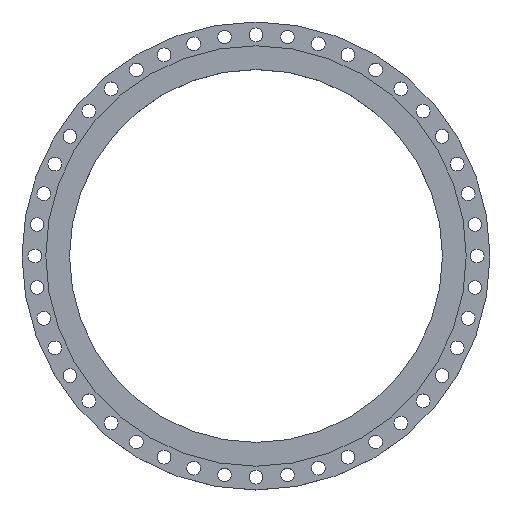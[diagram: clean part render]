
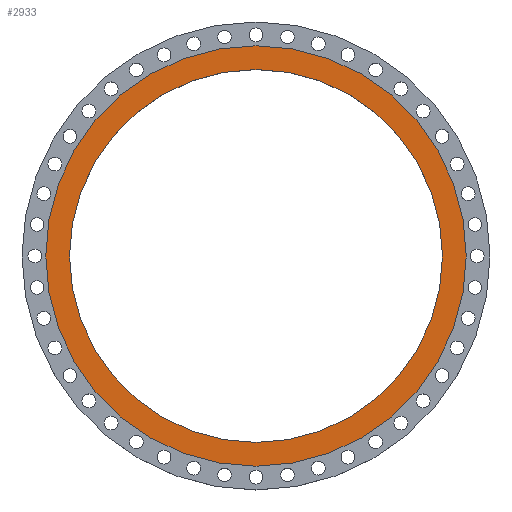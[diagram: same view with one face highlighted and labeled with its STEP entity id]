
A CAD part, top view. The second image highlights one B-rep face of the part: STEP entity #2933.
In plain terms, the highlighted planar face has unit normal (0, 0, 1).
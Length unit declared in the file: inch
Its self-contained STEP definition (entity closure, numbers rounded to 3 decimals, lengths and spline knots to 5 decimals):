
#82 = AXIS2_PLACEMENT_3D ( 'NONE', #716, #2760, #3621 ) ;
#149 = CARTESIAN_POINT ( 'NONE',  ( 0., 25.5, 0. ) ) ;
#192 = PLANE ( 'NONE',  #1743 ) ;
#270 = CIRCLE ( 'NONE', #3529, 28.75 ) ;
#408 = CARTESIAN_POINT ( 'NONE',  ( 0., 0., 0. ) ) ;
#446 = FACE_BOUND ( 'NONE', #1076, .T. ) ;
#503 = DIRECTION ( 'NONE',  ( -1., 0., 0. ) ) ;
#657 = CARTESIAN_POINT ( 'NONE',  ( -28.75, 0., 0. ) ) ;
#692 = DIRECTION ( 'NONE',  ( 0., 0., 1. ) ) ;
#716 = CARTESIAN_POINT ( 'NONE',  ( 0., 0., 0. ) ) ;
#744 = EDGE_LOOP ( 'NONE', ( #2331, #1043 ) ) ;
#820 = CARTESIAN_POINT ( 'NONE',  ( 28.75, 0., 0. ) ) ;
#833 = EDGE_CURVE ( 'NONE', #1486, #3477, #3182, .T. ) ;
#1030 = CARTESIAN_POINT ( 'NONE',  ( 0., 0., 0. ) ) ;
#1043 = ORIENTED_EDGE ( 'NONE', *, *, #2785, .T. ) ;
#1076 = EDGE_LOOP ( 'NONE', ( #2022, #3665 ) ) ;
#1347 = CARTESIAN_POINT ( 'NONE',  ( 0., 0., 0. ) ) ;
#1375 = FACE_OUTER_BOUND ( 'NONE', #744, .T. ) ;
#1429 = DIRECTION ( 'NONE',  ( 1., 0., 0. ) ) ;
#1486 = VERTEX_POINT ( 'NONE', #2577 ) ;
#1510 = AXIS2_PLACEMENT_3D ( 'NONE', #408, #692, #1524 ) ;
#1524 = DIRECTION ( 'NONE',  ( 1., 0., 0. ) ) ;
#1692 = CIRCLE ( 'NONE', #2193, 28.75 ) ;
#1743 = AXIS2_PLACEMENT_3D ( 'NONE', #149, #2550, #503 ) ;
#1800 = VERTEX_POINT ( 'NONE', #657 ) ;
#2022 = ORIENTED_EDGE ( 'NONE', *, *, #3055, .F. ) ;
#2193 = AXIS2_PLACEMENT_3D ( 'NONE', #1347, #3455, #1429 ) ;
#2331 = ORIENTED_EDGE ( 'NONE', *, *, #3292, .T. ) ;
#2550 = DIRECTION ( 'NONE',  ( 0., 0., -1. ) ) ;
#2577 = CARTESIAN_POINT ( 'NONE',  ( -25.5, 0., 0. ) ) ;
#2666 = DIRECTION ( 'NONE',  ( 1., 0., 0. ) ) ;
#2760 = DIRECTION ( 'NONE',  ( 0., 0., 1. ) ) ;
#2785 = EDGE_CURVE ( 'NONE', #1800, #3281, #270, .T. ) ;
#2933 = ADVANCED_FACE ( 'NONE', ( #446, #1375 ), #192, .F. ) ;
#3055 = EDGE_CURVE ( 'NONE', #3477, #1486, #3403, .T. ) ;
#3182 = CIRCLE ( 'NONE', #1510, 25.5 ) ;
#3281 = VERTEX_POINT ( 'NONE', #820 ) ;
#3292 = EDGE_CURVE ( 'NONE', #3281, #1800, #1692, .T. ) ;
#3386 = DIRECTION ( 'NONE',  ( 0., 0., 1. ) ) ;
#3403 = CIRCLE ( 'NONE', #82, 25.5 ) ;
#3455 = DIRECTION ( 'NONE',  ( 0., 0., 1. ) ) ;
#3477 = VERTEX_POINT ( 'NONE', #3702 ) ;
#3529 = AXIS2_PLACEMENT_3D ( 'NONE', #1030, #3386, #2666 ) ;
#3621 = DIRECTION ( 'NONE',  ( 1., 0., 0. ) ) ;
#3665 = ORIENTED_EDGE ( 'NONE', *, *, #833, .F. ) ;
#3702 = CARTESIAN_POINT ( 'NONE',  ( 25.5, 0., 0. ) ) ;
